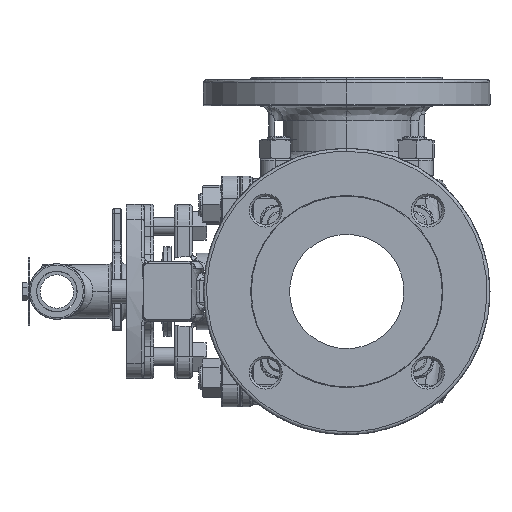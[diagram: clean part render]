
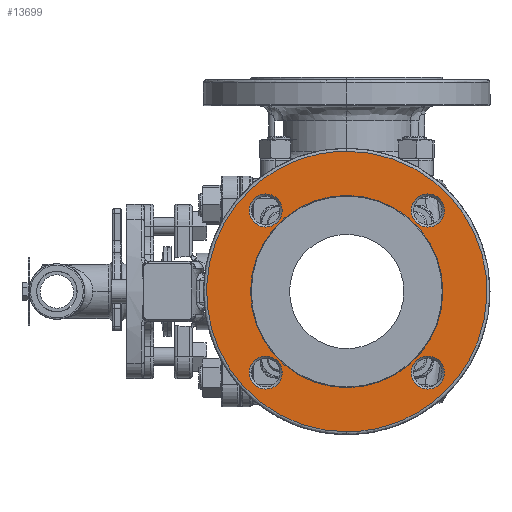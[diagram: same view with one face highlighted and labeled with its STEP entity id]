
A CAD part, left-side view. The second image highlights one B-rep face of the part: STEP entity #13699.
In plain terms, the highlighted planar face has unit normal (-1, 0, 0).
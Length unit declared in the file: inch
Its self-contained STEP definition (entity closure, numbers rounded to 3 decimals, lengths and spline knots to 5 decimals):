
#26 = EDGE_LOOP ( 'NONE', ( #28679, #71215 ) ) ;
#117 = EDGE_LOOP ( 'NONE', ( #8049, #51986 ) ) ;
#1329 = CARTESIAN_POINT ( 'NONE',  ( -5.54748, 7.34252, 3.67126 ) ) ;
#2150 = FACE_OUTER_BOUND ( 'NONE', #117, .T. ) ;
#2517 = DIRECTION ( 'NONE',  ( 0., 0., -1. ) ) ;
#2991 = EDGE_LOOP ( 'NONE', ( #35108, #53864 ) ) ;
#3373 = EDGE_CURVE ( 'NONE', #5744, #42564, #30109, .T. ) ;
#3599 = CIRCLE ( 'NONE', #18957, 0.43307 ) ;
#4211 = VERTEX_POINT ( 'NONE', #33793 ) ;
#5341 = AXIS2_PLACEMENT_3D ( 'NONE', #71301, #48411, #47670 ) ;
#5744 = VERTEX_POINT ( 'NONE', #51354 ) ;
#6023 = ORIENTED_EDGE ( 'NONE', *, *, #29319, .T. ) ;
#6516 = CIRCLE ( 'NONE', #5341, 2.51688 ) ;
#7418 = VERTEX_POINT ( 'NONE', #25103 ) ;
#8049 = ORIENTED_EDGE ( 'NONE', *, *, #17774, .F. ) ;
#8712 = DIRECTION ( 'NONE',  ( 0., 0., 1. ) ) ;
#9965 = DIRECTION ( 'NONE',  ( 1., 0., 0. ) ) ;
#10424 = CIRCLE ( 'NONE', #67096, 0.43307 ) ;
#12472 = VERTEX_POINT ( 'NONE', #20496 ) ;
#12516 = CARTESIAN_POINT ( 'NONE',  ( -5.54748, 2.12132, -2.12132 ) ) ;
#13246 = DIRECTION ( 'NONE',  ( 0., 1., 0. ) ) ;
#13699 = ADVANCED_FACE ( 'NONE', ( #31295, #2150, #59415, #25413, #19855, #30563 ), #53153, .F. ) ;
#13906 = CIRCLE ( 'NONE', #55294, 0.43307 ) ;
#14227 = CARTESIAN_POINT ( 'NONE',  ( -5.54748, 2.12132, 2.12132 ) ) ;
#14520 = CIRCLE ( 'NONE', #26346, 0.43307 ) ;
#14824 = CARTESIAN_POINT ( 'NONE',  ( -5.54748, -2.12132, -2.12132 ) ) ;
#14842 = AXIS2_PLACEMENT_3D ( 'NONE', #55955, #34097, #44884 ) ;
#17774 = EDGE_CURVE ( 'NONE', #65788, #40906, #54731, .T. ) ;
#18957 = AXIS2_PLACEMENT_3D ( 'NONE', #14824, #54430, #32955 ) ;
#19522 = VERTEX_POINT ( 'NONE', #53625 ) ;
#19807 = DIRECTION ( 'NONE',  ( 1., 0., 0. ) ) ;
#19855 = FACE_BOUND ( 'NONE', #2991, .T. ) ;
#20280 = DIRECTION ( 'NONE',  ( 0., 0., 1. ) ) ;
#20330 = ORIENTED_EDGE ( 'NONE', *, *, #3373, .T. ) ;
#20496 = CARTESIAN_POINT ( 'NONE',  ( -5.54748, -2.12132, 1.68825 ) ) ;
#21014 = CARTESIAN_POINT ( 'NONE',  ( -5.54748, 0., -3.67126 ) ) ;
#22469 = CARTESIAN_POINT ( 'NONE',  ( -5.54748, -2.12132, -1.68825 ) ) ;
#23440 = AXIS2_PLACEMENT_3D ( 'NONE', #59256, #37058, #37422 ) ;
#24402 = DIRECTION ( 'NONE',  ( 1., 0., 0. ) ) ;
#25103 = CARTESIAN_POINT ( 'NONE',  ( -5.54748, -2.12132, -2.55439 ) ) ;
#25363 = AXIS2_PLACEMENT_3D ( 'NONE', #30640, #33103, #20280 ) ;
#25413 = FACE_BOUND ( 'NONE', #67377, .T. ) ;
#26346 = AXIS2_PLACEMENT_3D ( 'NONE', #43746, #24402, #63240 ) ;
#26587 = CARTESIAN_POINT ( 'NONE',  ( -5.54748, 2.55439, -2.12132 ) ) ;
#26880 = ORIENTED_EDGE ( 'NONE', *, *, #54402, .F. ) ;
#27699 = DIRECTION ( 'NONE',  ( 0., 1., 0. ) ) ;
#28679 = ORIENTED_EDGE ( 'NONE', *, *, #40003, .T. ) ;
#29113 = CIRCLE ( 'NONE', #31479, 0.43307 ) ;
#29319 = EDGE_CURVE ( 'NONE', #42564, #5744, #69481, .T. ) ;
#30109 = CIRCLE ( 'NONE', #67901, 0.43307 ) ;
#30256 = DIRECTION ( 'NONE',  ( 1., 0., 0. ) ) ;
#30426 = VERTEX_POINT ( 'NONE', #71856 ) ;
#30540 = CARTESIAN_POINT ( 'NONE',  ( -5.54748, 1.68825, -2.12132 ) ) ;
#30563 = FACE_BOUND ( 'NONE', #26, .T. ) ;
#30640 = CARTESIAN_POINT ( 'NONE',  ( -5.54748, -2.12132, -2.12132 ) ) ;
#31295 = FACE_BOUND ( 'NONE', #64661, .T. ) ;
#31479 = AXIS2_PLACEMENT_3D ( 'NONE', #41995, #19807, #64938 ) ;
#31734 = CARTESIAN_POINT ( 'NONE',  ( -5.54748, 0., 3.67126 ) ) ;
#31768 = EDGE_CURVE ( 'NONE', #32115, #52535, #13906, .T. ) ;
#32115 = VERTEX_POINT ( 'NONE', #30540 ) ;
#32955 = DIRECTION ( 'NONE',  ( 0., 0., 1. ) ) ;
#33103 = DIRECTION ( 'NONE',  ( 1., 0., 0. ) ) ;
#33793 = CARTESIAN_POINT ( 'NONE',  ( -5.54748, -2.12132, 2.55439 ) ) ;
#34097 = DIRECTION ( 'NONE',  ( -1., 0., 0. ) ) ;
#34908 = EDGE_CURVE ( 'NONE', #65782, #7418, #3599, .T. ) ;
#35108 = ORIENTED_EDGE ( 'NONE', *, *, #34908, .T. ) ;
#36821 = DIRECTION ( 'NONE',  ( 1., 0., 0. ) ) ;
#37058 = DIRECTION ( 'NONE',  ( 1., 0., 0. ) ) ;
#37422 = DIRECTION ( 'NONE',  ( 0., 0., 1. ) ) ;
#39397 = CARTESIAN_POINT ( 'NONE',  ( -5.54748, 7.34252, -3.67126 ) ) ;
#40003 = EDGE_CURVE ( 'NONE', #4211, #12472, #14520, .T. ) ;
#40906 = VERTEX_POINT ( 'NONE', #69444 ) ;
#41089 = CARTESIAN_POINT ( 'NONE',  ( -5.54748, 2.12132, 2.55439 ) ) ;
#41995 = CARTESIAN_POINT ( 'NONE',  ( -5.54748, -2.12132, 2.12132 ) ) ;
#42564 = VERTEX_POINT ( 'NONE', #41089 ) ;
#43746 = CARTESIAN_POINT ( 'NONE',  ( -5.54748, -2.12132, 2.12132 ) ) ;
#44004 = CARTESIAN_POINT ( 'NONE',  ( -5.54748, 2.12132, -2.12132 ) ) ;
#44333 = CARTESIAN_POINT ( 'NONE',  ( -5.54748, -7.34252, 3.67126 ) ) ;
#44884 = DIRECTION ( 'NONE',  ( 0., 0., -1. ) ) ;
#46439 = CARTESIAN_POINT ( 'NONE',  ( -5.54748, 0., 3.67126 ) ) ;
#46517 =( BOUNDED_CURVE ( )  B_SPLINE_CURVE ( 3, ( #51973, #39397, #1329, #46439 ),
 .UNSPECIFIED., .F., .T. ) 
 B_SPLINE_CURVE_WITH_KNOTS ( ( 4, 4 ),
 ( 0., 1. ),
 .UNSPECIFIED. ) 
 CURVE ( )  GEOMETRIC_REPRESENTATION_ITEM ( )  RATIONAL_B_SPLINE_CURVE ( ( 1., 0.333, 0.333, 1. ) ) 
 REPRESENTATION_ITEM ( '' )  );
#47670 = DIRECTION ( 'NONE',  ( 0., 0., -1. ) ) ;
#48411 = DIRECTION ( 'NONE',  ( -1., 0., 0. ) ) ;
#48855 = AXIS2_PLACEMENT_3D ( 'NONE', #53857, #69768, #2517 ) ;
#50354 = CIRCLE ( 'NONE', #14842, 2.51688 ) ;
#51354 = CARTESIAN_POINT ( 'NONE',  ( -5.54748, 2.12132, 1.68825 ) ) ;
#51632 = EDGE_LOOP ( 'NONE', ( #52552, #71569 ) ) ;
#51952 = EDGE_CURVE ( 'NONE', #7418, #65782, #57215, .T. ) ;
#51973 = CARTESIAN_POINT ( 'NONE',  ( -5.54748, 0., -3.67126 ) ) ;
#51986 = ORIENTED_EDGE ( 'NONE', *, *, #64534, .F. ) ;
#52455 = EDGE_CURVE ( 'NONE', #30426, #19522, #6516, .T. ) ;
#52535 = VERTEX_POINT ( 'NONE', #26587 ) ;
#52552 = ORIENTED_EDGE ( 'NONE', *, *, #56488, .T. ) ;
#53153 = PLANE ( 'NONE',  #48855 ) ;
#53625 = CARTESIAN_POINT ( 'NONE',  ( -5.54748, 0., 2.51688 ) ) ;
#53857 = CARTESIAN_POINT ( 'NONE',  ( -5.54748, 0., 0. ) ) ;
#53864 = ORIENTED_EDGE ( 'NONE', *, *, #51952, .T. ) ;
#54402 = EDGE_CURVE ( 'NONE', #19522, #30426, #50354, .T. ) ;
#54430 = DIRECTION ( 'NONE',  ( 1., 0., 0. ) ) ;
#54731 =( BOUNDED_CURVE ( )  B_SPLINE_CURVE ( 3, ( #31734, #44333, #65413, #21014 ),
 .UNSPECIFIED., .F., .T. ) 
 B_SPLINE_CURVE_WITH_KNOTS ( ( 4, 4 ),
 ( 0., 1. ),
 .UNSPECIFIED. ) 
 CURVE ( )  GEOMETRIC_REPRESENTATION_ITEM ( )  RATIONAL_B_SPLINE_CURVE ( ( 1., 0.333, 0.333, 1. ) ) 
 REPRESENTATION_ITEM ( '' )  );
#55294 = AXIS2_PLACEMENT_3D ( 'NONE', #12516, #30256, #13246 ) ;
#55955 = CARTESIAN_POINT ( 'NONE',  ( -5.54748, 0., 0. ) ) ;
#56488 = EDGE_CURVE ( 'NONE', #52535, #32115, #10424, .T. ) ;
#57215 = CIRCLE ( 'NONE', #25363, 0.43307 ) ;
#58423 = EDGE_CURVE ( 'NONE', #12472, #4211, #29113, .T. ) ;
#59256 = CARTESIAN_POINT ( 'NONE',  ( -5.54748, 2.12132, 2.12132 ) ) ;
#59415 = FACE_BOUND ( 'NONE', #51632, .T. ) ;
#63240 = DIRECTION ( 'NONE',  ( 0., 0., 1. ) ) ;
#64534 = EDGE_CURVE ( 'NONE', #40906, #65788, #46517, .T. ) ;
#64661 = EDGE_LOOP ( 'NONE', ( #69543, #26880 ) ) ;
#64938 = DIRECTION ( 'NONE',  ( 0., 0., 1. ) ) ;
#65413 = CARTESIAN_POINT ( 'NONE',  ( -5.54748, -7.34252, -3.67126 ) ) ;
#65782 = VERTEX_POINT ( 'NONE', #22469 ) ;
#65788 = VERTEX_POINT ( 'NONE', #73107 ) ;
#67096 = AXIS2_PLACEMENT_3D ( 'NONE', #44004, #9965, #27699 ) ;
#67377 = EDGE_LOOP ( 'NONE', ( #6023, #20330 ) ) ;
#67901 = AXIS2_PLACEMENT_3D ( 'NONE', #14227, #36821, #8712 ) ;
#69444 = CARTESIAN_POINT ( 'NONE',  ( -5.54748, 0., -3.67126 ) ) ;
#69481 = CIRCLE ( 'NONE', #23440, 0.43307 ) ;
#69543 = ORIENTED_EDGE ( 'NONE', *, *, #52455, .F. ) ;
#69768 = DIRECTION ( 'NONE',  ( 1., 0., 0. ) ) ;
#71215 = ORIENTED_EDGE ( 'NONE', *, *, #58423, .T. ) ;
#71301 = CARTESIAN_POINT ( 'NONE',  ( -5.54748, 0., 0. ) ) ;
#71569 = ORIENTED_EDGE ( 'NONE', *, *, #31768, .T. ) ;
#71856 = CARTESIAN_POINT ( 'NONE',  ( -5.54748, 0., -2.51688 ) ) ;
#73107 = CARTESIAN_POINT ( 'NONE',  ( -5.54748, 0., 3.67126 ) ) ;
